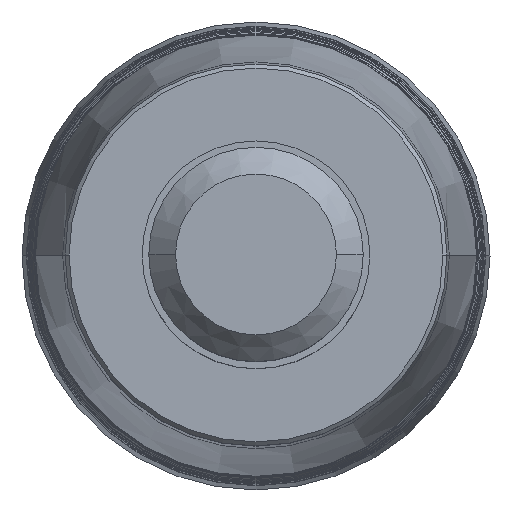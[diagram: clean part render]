
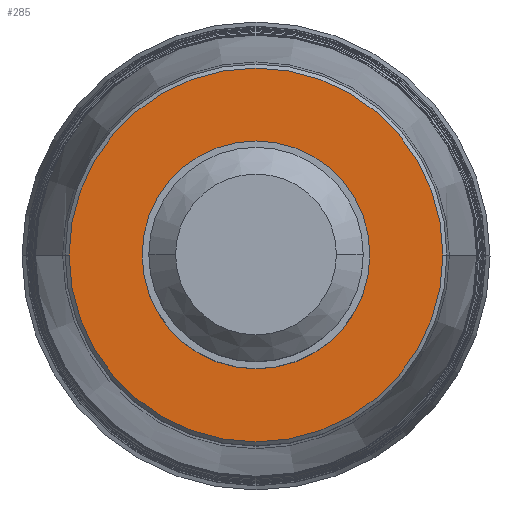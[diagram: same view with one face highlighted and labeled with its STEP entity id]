
A CAD part, top view. The second image highlights one B-rep face of the part: STEP entity #285.
In plain terms, the highlighted planar face has unit normal (0, 0, 1).
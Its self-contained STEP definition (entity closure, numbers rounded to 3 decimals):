
#42=FACE_BOUND('',#909,.T.);
#43=FACE_BOUND('',#910,.T.);
#48=PLANE('',#3495);
#285=ADVANCED_FACE('',(#42,#43),#48,.F.);
#909=EDGE_LOOP('',(#1594,#1595));
#910=EDGE_LOOP('',(#1596,#1597));
#1594=ORIENTED_EDGE('',*,*,#2233,.T.);
#1595=ORIENTED_EDGE('',*,*,#2234,.T.);
#1596=ORIENTED_EDGE('',*,*,#2235,.F.);
#1597=ORIENTED_EDGE('',*,*,#2236,.F.);
#1874=VERTEX_POINT('',#7059);
#1875=VERTEX_POINT('',#7061);
#1876=VERTEX_POINT('',#7066);
#1877=VERTEX_POINT('',#7067);
#2233=EDGE_CURVE('',#1874,#1875,#2773,.T.);
#2234=EDGE_CURVE('',#1875,#1874,#2774,.T.);
#2235=EDGE_CURVE('',#1876,#1877,#2775,.T.);
#2236=EDGE_CURVE('',#1877,#1876,#2776,.T.);
#2773=CIRCLE('',#3490,13.95);
#2774=CIRCLE('',#3492,13.95);
#2775=CIRCLE('',#3493,8.5);
#2776=CIRCLE('',#3494,8.5);
#3490=AXIS2_PLACEMENT_3D('',#7062,#4178,#4179);
#3492=AXIS2_PLACEMENT_3D('',#7064,#4182,#4183);
#3493=AXIS2_PLACEMENT_3D('',#7065,#4184,#4185);
#3494=AXIS2_PLACEMENT_3D('',#7068,#4186,#4187);
#3495=AXIS2_PLACEMENT_3D('',#7069,#4188,#4189);
#4178=DIRECTION('',(0.,0.,1.));
#4179=DIRECTION('',(1.,0.,0.));
#4182=DIRECTION('',(0.,0.,1.));
#4183=DIRECTION('',(-1.,0.,0.));
#4184=DIRECTION('',(0.,0.,1.));
#4185=DIRECTION('',(1.,0.,0.));
#4186=DIRECTION('',(0.,0.,1.));
#4187=DIRECTION('',(-1.,0.,0.));
#4188=DIRECTION('',(0.,0.,-1.));
#4189=DIRECTION('',(-1.,0.,0.));
#7059=CARTESIAN_POINT('',(13.95,0.,0.));
#7061=CARTESIAN_POINT('',(-13.95,0.,0.));
#7062=CARTESIAN_POINT('',(0.,0.,0.));
#7064=CARTESIAN_POINT('',(0.,0.,0.));
#7065=CARTESIAN_POINT('',(0.,0.,0.));
#7066=CARTESIAN_POINT('',(8.5,0.,0.));
#7067=CARTESIAN_POINT('',(-8.5,0.,0.));
#7068=CARTESIAN_POINT('',(0.,0.,0.));
#7069=CARTESIAN_POINT('',(0.,0.,0.));
